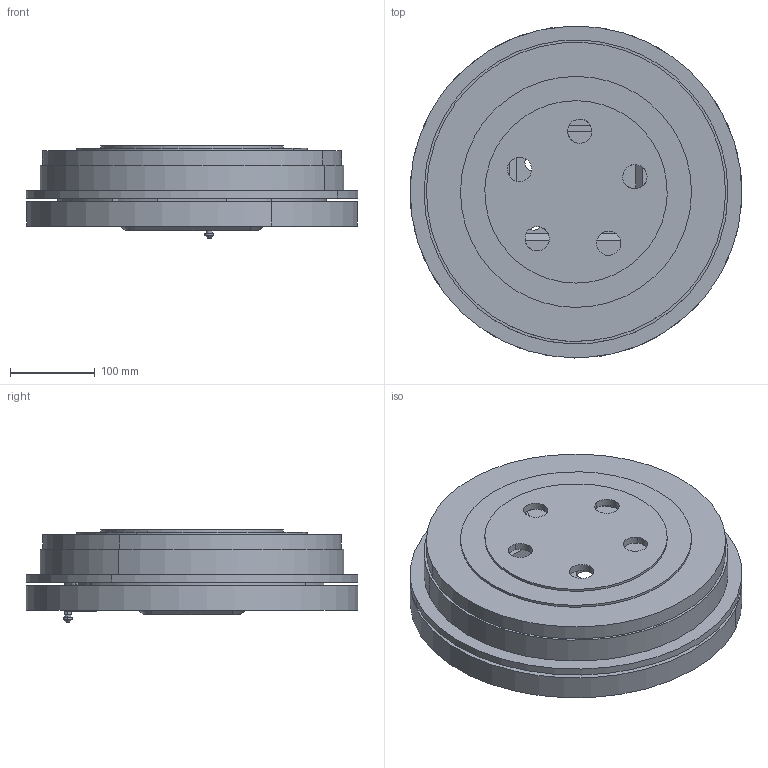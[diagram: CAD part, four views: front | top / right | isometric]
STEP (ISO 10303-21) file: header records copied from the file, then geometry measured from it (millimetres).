
FILE_DESCRIPTION(('FreeCAD Model'),'2;1');
FILE_NAME('Open CASCADE Shape Model','2025-05-04T17:40:32',('FreeCAD'),( 'FreeCAD'),'Open CASCADE STEP processor 7.6','FreeCAD','Unknown');
FILE_SCHEMA(('AUTOMOTIVE_DESIGN { 1 0 10303 214 1 1 1 1 }'));
Length unit declared in the file: millimetre
Products named in the file (1): Open CASCADE STEP translator 7.6 1
Bounding box: 390.71 x 390.85 x 108.81 mm (x, y, z)
Volume: 3748357.4 mm3; surface area: 1035941.1 mm2
Topology: 13 solids, 14 shells, 625 faces, 1620 edges, 1052 vertices
Faces by surface type: bspline 625
Entity records: 31401 total; most frequent: CARTESIAN_POINT 22025, ORIENTED_EDGE 3236, EDGE_CURVE 1620, VERTEX_POINT 1052, B_SPLINE_CURVE_WITH_KNOTS 990, FACE_BOUND 795, EDGE_LOOP 795, ADVANCED_FACE 625
